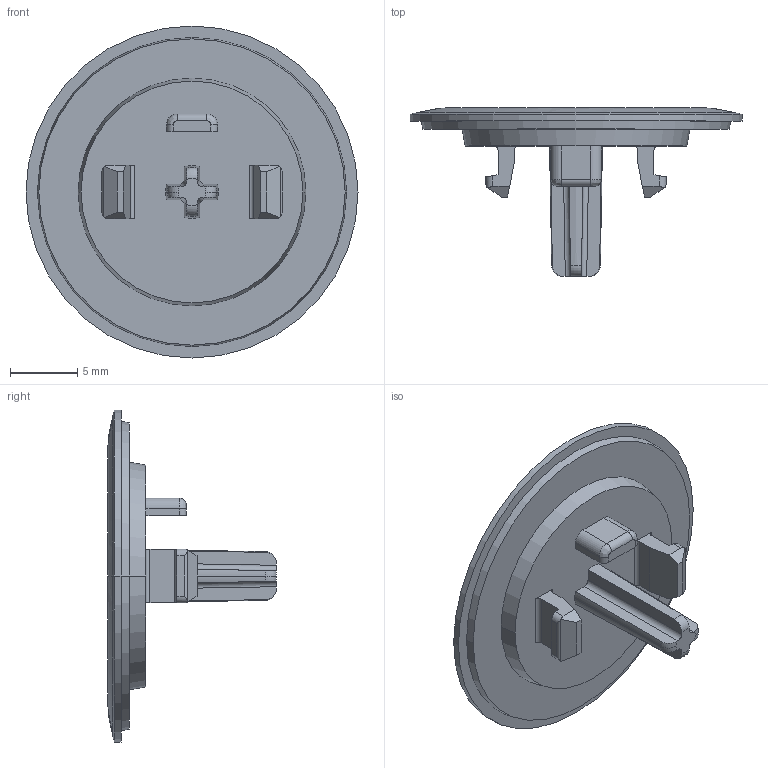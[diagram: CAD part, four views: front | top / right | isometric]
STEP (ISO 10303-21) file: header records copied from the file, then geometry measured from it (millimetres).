
FILE_DESCRIPTION(('STEP AP242'),'1');
FILE_NAME('zba1.stp','2021-08-17T06:24:19',('TraceParts'),('TraceParts S.A.'),'Spatial InterOp 3D',' ',' ');
FILE_SCHEMA(('AP242_MANAGED_MODEL_BASED_3D_ENGINEERING_MIM_LF {1 0 10303 442 1 1 4}'));
Length unit declared in the file: millimetre
Products named in the file (1): zba1
Bounding box: 24.7 x 12.55 x 24.7 mm (x, y, z)
Volume: 992.8 mm3; surface area: 1331.6 mm2
Topology: 1 solids, 1 shells, 84 faces, 219 edges, 141 vertices
Faces by surface type: plane 39, cylinder 21, cone 10, torus 6, sphere 4, bspline 4
Entity records: 2766 total; most frequent: CARTESIAN_POINT 735, ORIENTED_EDGE 434, DIRECTION 401, EDGE_CURVE 217, AXIS2_PLACEMENT_3D 143, VERTEX_POINT 141, LINE 115, VECTOR 115
